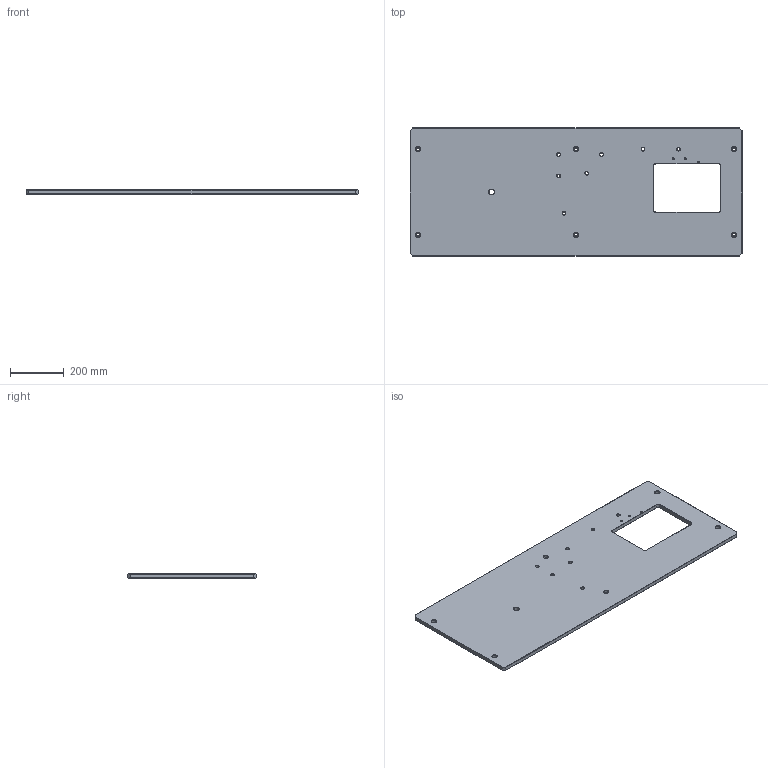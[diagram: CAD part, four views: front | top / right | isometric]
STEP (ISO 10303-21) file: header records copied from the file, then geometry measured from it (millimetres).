
FILE_DESCRIPTION (( 'STEP AP214' ), '1' );
FILE_NAME ('抸旂.130506.01.00.041.STEP', '2019-03-01T15:35:27', ( '' ), ( '' ), 'SwSTEP 2.0', 'SolidWorks 2018', '' );
FILE_SCHEMA (( 'AUTOMOTIVE_DESIGN' ));
Length unit declared in the file: millimetre
Products named in the file (2): 抸旂.130506.01.00.041
Bounding box: 1240 x 480 x 15 mm (x, y, z)
Volume: 8209393.4 mm3; surface area: 1165110.8 mm2
Topology: 1 solids, 1 shells, 166 faces, 378 edges, 220 vertices
Faces by surface type: cone 72, cylinder 50, plane 44
Entity records: 4793 total; most frequent: DIRECTION 886, CARTESIAN_POINT 766, ORIENTED_EDGE 756, EDGE_CURVE 378, AXIS2_PLACEMENT_3D 340, VERTEX_POINT 220, EDGE_LOOP 208, VECTOR 206
